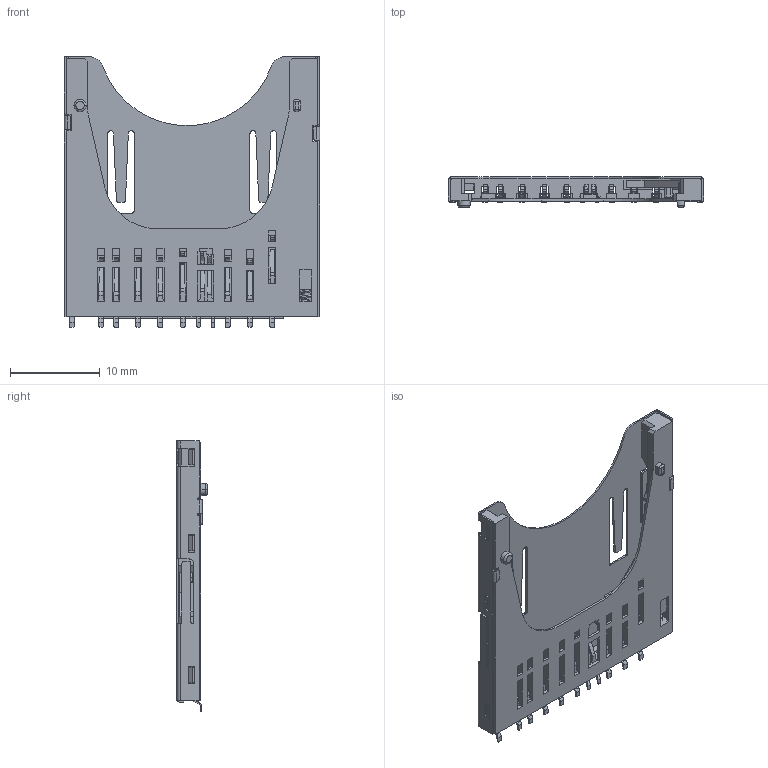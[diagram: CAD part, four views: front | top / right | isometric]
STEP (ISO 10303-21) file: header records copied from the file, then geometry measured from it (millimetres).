
FILE_DESCRIPTION((''),'2;1');
FILE_NAME('1','2022-03-14T',('工程三'),(''),'PRO/ENGINEER BY PARAMETRIC TECHNOLOGY CORPORATION, 2010280','PRO/ENGINEER BY PARAMETRIC TECHNOLOGY CORPORATION, 2010280','');
FILE_SCHEMA(('CONFIG_CONTROL_DESIGN'));
Products named in the file (1): 1
Bounding box: 28.5 x 3.4 x 30.2 mm (x, y, z)
Volume: 554.4 mm3; surface area: 3449.6 mm2
Topology: 1 solids, 2 shells, 1711 faces, 5147 edges, 3291 vertices
Faces by surface type: plane 995, cylinder 425, bspline 207, extrusion 57, torus 17, sphere 8, cone 2
Entity records: 72111 total; most frequent: CARTESIAN_POINT 27459, ORIENTED_EDGE 10278, DIRECTION 7933, EDGE_CURVE 5139, VECTOR 3369, LINE 3312, VERTEX_POINT 3291, AXIS2_PLACEMENT_3D 2282
